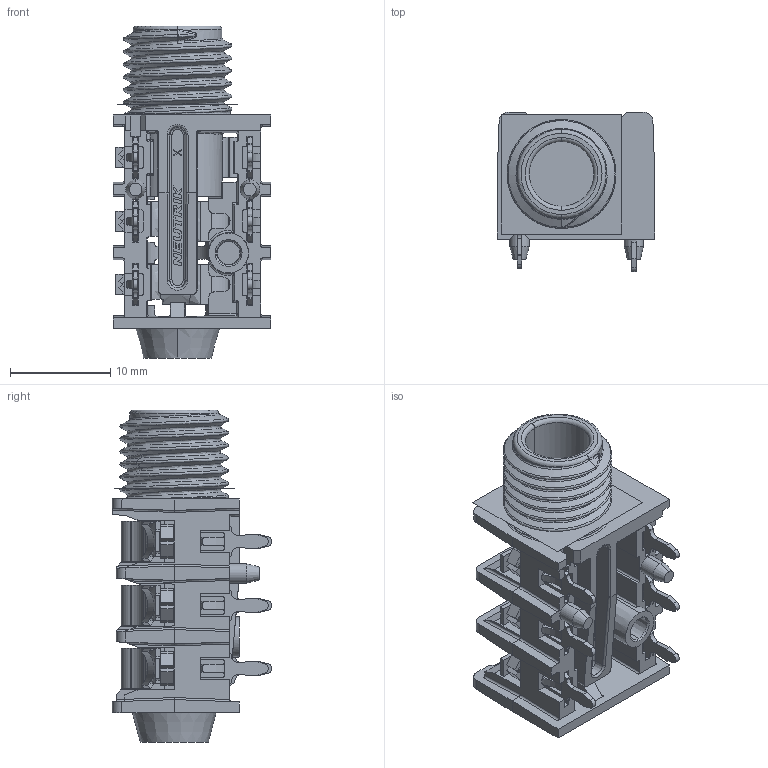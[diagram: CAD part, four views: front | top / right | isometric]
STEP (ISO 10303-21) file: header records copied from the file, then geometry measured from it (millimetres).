
FILE_DESCRIPTION((''),'2;1');
FILE_NAME('NRJ6HF','2021-08-31T13:55:29',('lob'),(''),'CREO PARAMETRIC BY PTC INC, 2019080','CREO PARAMETRIC BY PTC INC, 2019080','');
FILE_SCHEMA(('CONFIG_CONTROL_DESIGN'));
Length unit declared in the file: millimetre
Products named in the file (1): NRJ6HF
Bounding box: 15.75 x 15.95 x 33.2 mm (x, y, z)
Volume: 2035.9 mm3; surface area: 4480.4 mm2
Topology: 7 solids, 8 shells, 980 faces, 2680 edges, 1706 vertices
Faces by surface type: plane 588, cylinder 263, bspline 69, cone 22, sphere 19, torus 14, extrusion 5
Entity records: 37814 total; most frequent: CARTESIAN_POINT 13562, ORIENTED_EDGE 5352, DIRECTION 4583, EDGE_CURVE 2678, VECTOR 1913, LINE 1908, VERTEX_POINT 1706, AXIS2_PLACEMENT_3D 1335
